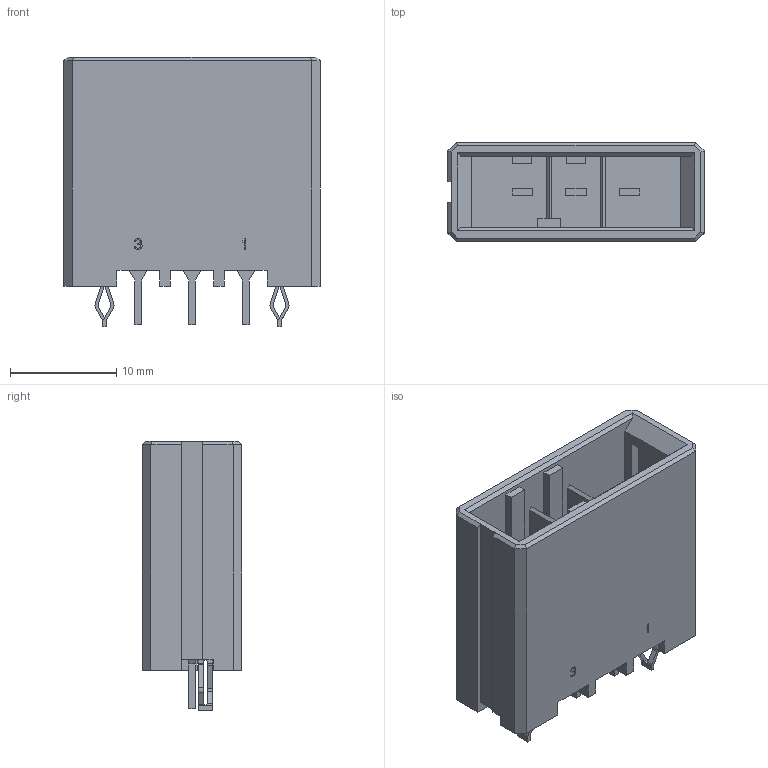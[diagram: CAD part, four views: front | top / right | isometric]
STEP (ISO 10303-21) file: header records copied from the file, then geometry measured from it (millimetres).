
FILE_DESCRIPTION(/* description */ (''),/* implementation_level */ '2;1');
FILE_NAME(/* name */ 'TE_D-3200S_3x5.08mm_V.step',/* time_stamp */ '2016-09-22T17:33:18+09:00',/* author */ (''),/* organization */ (''),/* preprocessor_version */ 'ST-DEVELOPER v16.5',/* originating_system */ 'Autodesk Translation Framework v5.1.0.2740',/* authorisation */ '');
FILE_SCHEMA (('AUTOMOTIVE_DESIGN { 1 0 10303 214 3 1 1 }'));
Length unit declared in the file: centimetre
Products named in the file (1): TE_D-3200S_3x5.08mm_V v0
Bounding box: 24.16 x 9.35 x 25.4 mm (x, y, z)
Volume: 2438.7 mm3; surface area: 3467 mm2
Topology: 1 solids, 1 shells, 281 faces, 792 edges, 522 vertices
Faces by surface type: plane 253, cylinder 28
Entity records: 9135 total; most frequent: CARTESIAN_POINT 1668, ORIENTED_EDGE 1584, DIRECTION 1404, EDGE_CURVE 792, LINE 728, VECTOR 728, VERTEX_POINT 522, AXIS2_PLACEMENT_3D 338
